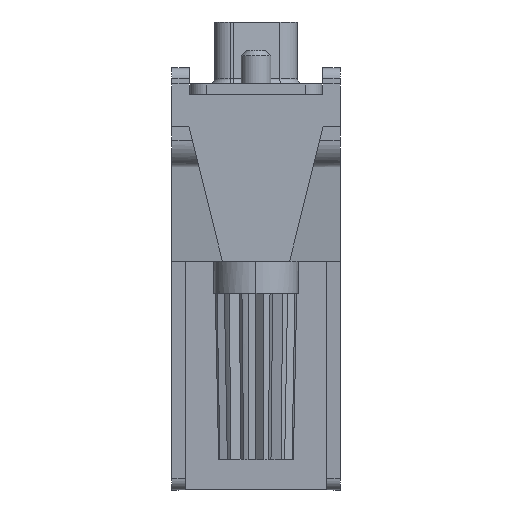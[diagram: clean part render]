
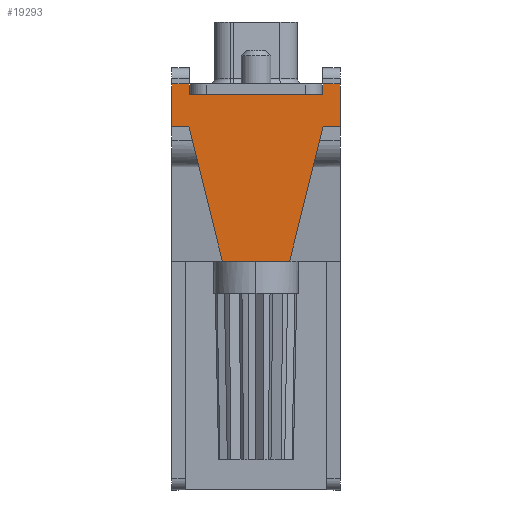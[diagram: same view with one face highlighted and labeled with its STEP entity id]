
A CAD part, left-side view. The second image highlights one B-rep face of the part: STEP entity #19293.
In plain terms, the highlighted planar face has unit normal (-1, 0, 0).
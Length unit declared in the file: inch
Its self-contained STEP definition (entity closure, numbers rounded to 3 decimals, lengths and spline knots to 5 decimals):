
#1335 = DIRECTION ( 'NONE',  ( 0., -0.241, -0.97 ) ) ;
#1336 = VECTOR ( 'NONE', #1335, 39.37008 ) ;
#1337 = CARTESIAN_POINT ( 'NONE',  ( -1.087, 0.27507, 0.93895 ) ) ;
#1342 = LINE ( 'NONE', #1337, #1336 ) ;
#1378 = DIRECTION ( 'NONE',  ( 0., 0., 1. ) ) ;
#1379 = VECTOR ( 'NONE', #1378, 39.37008 ) ;
#1380 = CARTESIAN_POINT ( 'NONE',  ( -1.087, 0.25, 1.00211 ) ) ;
#1381 = LINE ( 'NONE', #1380, #1379 ) ;
#1529 = LINE ( 'NONE', #1593, #1592 ) ;
#1534 = DIRECTION ( 'NONE',  ( 0., -0.241, 0.97 ) ) ;
#1535 = VECTOR ( 'NONE', #1534, 39.37008 ) ;
#1536 = CARTESIAN_POINT ( 'NONE',  ( -1.087, -0.27507, 0.93895 ) ) ;
#1537 = LINE ( 'NONE', #1536, #1535 ) ;
#1538 = CARTESIAN_POINT ( 'NONE',  ( -1.087, 0.25, 0.96311 ) ) ;
#1539 = DIRECTION ( 'NONE',  ( 0., 1., 0. ) ) ;
#1540 = VECTOR ( 'NONE', #1539, 39.37008 ) ;
#1541 = CARTESIAN_POINT ( 'NONE',  ( -1.087, -0.25, 0.96311 ) ) ;
#1542 = LINE ( 'NONE', #1541, #1540 ) ;
#1543 = CARTESIAN_POINT ( 'NONE',  ( -1.087, 0.251, 0.84211 ) ) ;
#1562 = DIRECTION ( 'NONE',  ( 1., 0., 0. ) ) ;
#1563 = CARTESIAN_POINT ( 'NONE',  ( -1.087, 0.315, 1.00211 ) ) ;
#1564 = AXIS2_PLACEMENT_3D ( 'NONE', #1563, #1562, #1617 ) ;
#1565 = PLANE ( 'NONE',  #1564 ) ;
#1566 = FACE_OUTER_BOUND ( 'NONE', #19294, .T. ) ;
#1571 = CARTESIAN_POINT ( 'NONE',  ( -1.087, 0.315, 0.84211 ) ) ;
#1578 = DIRECTION ( 'NONE',  ( 0., 0., -1. ) ) ;
#1579 = VECTOR ( 'NONE', #1578, 39.37008 ) ;
#1580 = CARTESIAN_POINT ( 'NONE',  ( -1.087, -0.25, 1.00211 ) ) ;
#1581 = LINE ( 'NONE', #1580, #1579 ) ;
#1582 = CARTESIAN_POINT ( 'NONE',  ( -1.087, -0.25, 1.00211 ) ) ;
#1583 = DIRECTION ( 'NONE',  ( 0., -1., 0. ) ) ;
#1584 = VECTOR ( 'NONE', #1583, 39.37008 ) ;
#1585 = CARTESIAN_POINT ( 'NONE',  ( -1.087, 0.315, 1.00211 ) ) ;
#1586 = LINE ( 'NONE', #1585, #1584 ) ;
#1587 = DIRECTION ( 'NONE',  ( 0., -1., 0. ) ) ;
#1588 = VECTOR ( 'NONE', #1587, 39.37008 ) ;
#1589 = CARTESIAN_POINT ( 'NONE',  ( -1.087, 0.315, 0.84211 ) ) ;
#1590 = LINE ( 'NONE', #1589, #1588 ) ;
#1591 = DIRECTION ( 'NONE',  ( 0., 0., 1. ) ) ;
#1592 = VECTOR ( 'NONE', #1591, 39.37008 ) ;
#1593 = CARTESIAN_POINT ( 'NONE',  ( -1.087, 0.315, 1.00211 ) ) ;
#1616 = CARTESIAN_POINT ( 'NONE',  ( -1.087, -0.25, 0.96311 ) ) ;
#1617 = DIRECTION ( 'NONE',  ( 0., 0., -1. ) ) ;
#14382 = VERTEX_POINT ( 'NONE', #31184 ) ;
#14487 = EDGE_CURVE ( 'NONE', #14382, #14558, #31374, .T. ) ;
#14558 = VERTEX_POINT ( 'NONE', #31486 ) ;
#14740 = EDGE_CURVE ( 'NONE', #14742, #14747, #31823, .T. ) ;
#14742 = VERTEX_POINT ( 'NONE', #31818 ) ;
#14747 = VERTEX_POINT ( 'NONE', #31806 ) ;
#17674 = EDGE_CURVE ( 'NONE', #17675, #17846, #28438, .T. ) ;
#17675 = VERTEX_POINT ( 'NONE', #28434 ) ;
#17720 = VERTEX_POINT ( 'NONE', #28554 ) ;
#17726 = EDGE_CURVE ( 'NONE', #17720, #14742, #28619, .T. ) ;
#17846 = VERTEX_POINT ( 'NONE', #35848 ) ;
#19133 = ORIENTED_EDGE ( 'NONE', *, *, #19134, .T. ) ;
#19134 = EDGE_CURVE ( 'NONE', #19263, #17675, #1342, .T. ) ;
#19135 = ORIENTED_EDGE ( 'NONE', *, *, #17674, .T. ) ;
#19176 = ORIENTED_EDGE ( 'NONE', *, *, #19177, .T. ) ;
#19177 = EDGE_CURVE ( 'NONE', #19266, #14558, #1381, .T. ) ;
#19178 = ORIENTED_EDGE ( 'NONE', *, *, #14487, .F. ) ;
#19263 = VERTEX_POINT ( 'NONE', #1543 ) ;
#19264 = ORIENTED_EDGE ( 'NONE', *, *, #19265, .T. ) ;
#19265 = EDGE_CURVE ( 'NONE', #19295, #19266, #1542, .T. ) ;
#19266 = VERTEX_POINT ( 'NONE', #1538 ) ;
#19267 = ORIENTED_EDGE ( 'NONE', *, *, #19268, .T. ) ;
#19268 = EDGE_CURVE ( 'NONE', #17846, #17720, #1537, .T. ) ;
#19269 = ORIENTED_EDGE ( 'NONE', *, *, #17726, .T. ) ;
#19270 = ORIENTED_EDGE ( 'NONE', *, *, #14740, .T. ) ;
#19271 = ORIENTED_EDGE ( 'NONE', *, *, #19280, .F. ) ;
#19275 = ORIENTED_EDGE ( 'NONE', *, *, #19276, .F. ) ;
#19276 = EDGE_CURVE ( 'NONE', #19291, #14382, #1529, .T. ) ;
#19277 = ORIENTED_EDGE ( 'NONE', *, *, #19278, .T. ) ;
#19278 = EDGE_CURVE ( 'NONE', #19291, #19263, #1590, .T. ) ;
#19280 = EDGE_CURVE ( 'NONE', #19281, #14747, #1586, .T. ) ;
#19281 = VERTEX_POINT ( 'NONE', #1582 ) ;
#19282 = ORIENTED_EDGE ( 'NONE', *, *, #19283, .T. ) ;
#19283 = EDGE_CURVE ( 'NONE', #19281, #19295, #1581, .T. ) ;
#19291 = VERTEX_POINT ( 'NONE', #1571 ) ;
#19293 = ADVANCED_FACE ( 'NONE', ( #1566 ), #1565, .F. ) ;
#19294 = EDGE_LOOP ( 'NONE', ( #19264, #19176, #19178, #19275, #19277, #19133, #19135, #19267, #19269, #19270, #19271, #19282 ) ) ;
#19295 = VERTEX_POINT ( 'NONE', #1616 ) ;
#28434 = CARTESIAN_POINT ( 'NONE',  ( -1.087, 0.126, 0.33925 ) ) ;
#28435 = DIRECTION ( 'NONE',  ( 0., -1., 0. ) ) ;
#28436 = VECTOR ( 'NONE', #28435, 39.37008 ) ;
#28437 = CARTESIAN_POINT ( 'NONE',  ( -1.087, 0.126, 0.33925 ) ) ;
#28438 = LINE ( 'NONE', #28437, #28436 ) ;
#28554 = CARTESIAN_POINT ( 'NONE',  ( -1.087, -0.251, 0.84211 ) ) ;
#28616 = DIRECTION ( 'NONE',  ( 0., -1., 0. ) ) ;
#28617 = VECTOR ( 'NONE', #28616, 39.37008 ) ;
#28618 = CARTESIAN_POINT ( 'NONE',  ( -1.087, 0.315, 0.84211 ) ) ;
#28619 = LINE ( 'NONE', #28618, #28617 ) ;
#31184 = CARTESIAN_POINT ( 'NONE',  ( -1.087, 0.315, 1.00211 ) ) ;
#31371 = DIRECTION ( 'NONE',  ( 0., -1., 0. ) ) ;
#31372 = VECTOR ( 'NONE', #31371, 39.37008 ) ;
#31373 = CARTESIAN_POINT ( 'NONE',  ( -1.087, 0.315, 1.00211 ) ) ;
#31374 = LINE ( 'NONE', #31373, #31372 ) ;
#31486 = CARTESIAN_POINT ( 'NONE',  ( -1.087, 0.25, 1.00211 ) ) ;
#31806 = CARTESIAN_POINT ( 'NONE',  ( -1.087, -0.315, 1.00211 ) ) ;
#31818 = CARTESIAN_POINT ( 'NONE',  ( -1.087, -0.315, 0.84211 ) ) ;
#31820 = DIRECTION ( 'NONE',  ( 0., 0., 1. ) ) ;
#31821 = VECTOR ( 'NONE', #31820, 39.37008 ) ;
#31822 = CARTESIAN_POINT ( 'NONE',  ( -1.087, -0.315, 1.00211 ) ) ;
#31823 = LINE ( 'NONE', #31822, #31821 ) ;
#35848 = CARTESIAN_POINT ( 'NONE',  ( -1.087, -0.126, 0.33925 ) ) ;
